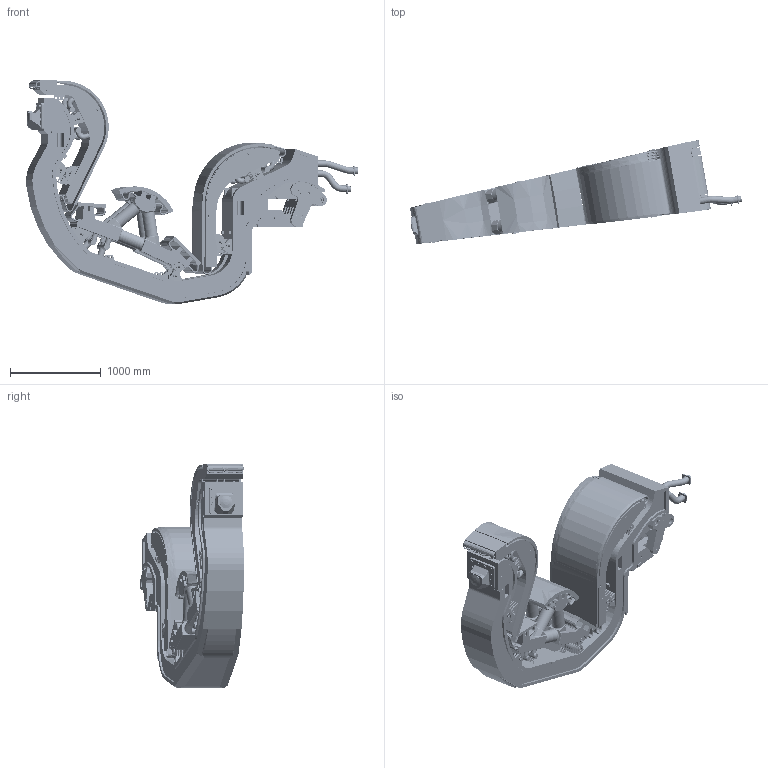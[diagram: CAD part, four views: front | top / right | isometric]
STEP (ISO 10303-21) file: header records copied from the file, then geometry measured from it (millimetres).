
FILE_DESCRIPTION(/* description */ (''),/* implementation_level */ '2;1');
FILE_NAME(/* name */ 'DIVERTOR.stp',/* time_stamp */ '2016-11-25T13:25:08+01:00',/* author */ (''),/* organization */ (''),/* preprocessor_version */ 'ST-DEVELOPER v16',/* originating_system */ 'SIEMENS PLM Software NX 11.0',/* authorisation */ '');
FILE_SCHEMA (('AUTOMOTIVE_DESIGN { 1 0 10303 214 3 1 1 1 }'));
Length unit declared in the file: millimetre
Products named in the file (1): tele292CBE8D3l9o
Bounding box: 3663.46 x 1149.56 x 2466.54 mm (x, y, z)
Volume: 1384891874.4 mm3; surface area: 41965710.8 mm2
Topology: 110 solids, 118 shells, 4558 faces, 11477 edges, 7471 vertices
Faces by surface type: plane 2151, cylinder 1436, cone 498, torus 205, bspline 194, revolution 69, sphere 5
Full cylindrical faces by diameter (mm): 10 x8, 15 x29, 16.236 x2, 16.376 x28, 17.15 x2, 18 x2, 18.376 x2, 20 x16, 22 x4, 22.5 x18, 26.211 x4, 30 x16, 30.5 x8, 41.4 x2, 43 x18, 45 x18, 45.5 x290, 48 x2, 50 x20, 54 x4, 54.79 x20, 56 x32, 60.33 x48, 62.71 x2, 66.9 x2, 66.93 x10, 68.71 x4, 70.71 x2, 73 x4, 73.03 x18
Entity records: 201685 total; most frequent: CARTESIAN_POINT 63754, DIRECTION 21144, ORIENTED_EDGE 20634, EDGE_CURVE 10317, AXIS2_PLACEMENT_3D 7840, VERTEX_POINT 7214, EDGE_LOOP 6480, LINE 5395
